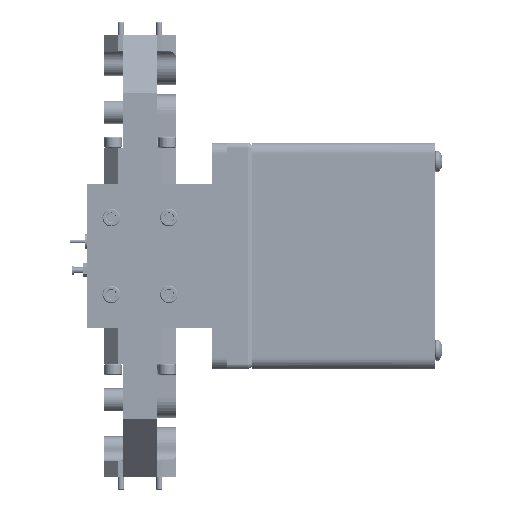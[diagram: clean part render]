
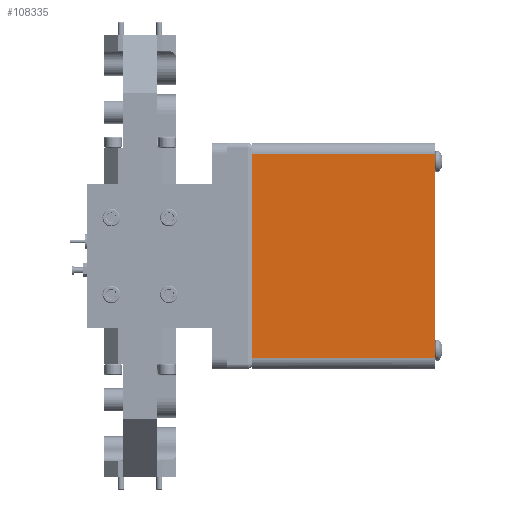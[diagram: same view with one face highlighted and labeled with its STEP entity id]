
A CAD part, left-side view. The second image highlights one B-rep face of the part: STEP entity #108335.
In plain terms, the highlighted planar face has unit normal (-1, 0, 0).
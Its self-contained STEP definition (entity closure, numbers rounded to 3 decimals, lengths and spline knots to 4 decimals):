
#3812 = VECTOR ( 'NONE', #111479, 39.3701 ) ;
#5383 = ORIENTED_EDGE ( 'NONE', *, *, #101885, .T. ) ;
#10673 = VECTOR ( 'NONE', #142620, 39.3701 ) ;
#12396 = LINE ( 'NONE', #141562, #103942 ) ;
#13634 = VERTEX_POINT ( 'NONE', #100353 ) ;
#24021 = DIRECTION ( 'NONE',  ( 1., 0., 0. ) ) ;
#29432 = VECTOR ( 'NONE', #162358, 39.3701 ) ;
#31163 = EDGE_LOOP ( 'NONE', ( #159748, #5383, #74448, #83062 ) ) ;
#37983 = CARTESIAN_POINT ( 'NONE',  ( -2.475, -3.1059, 2.5322 ) ) ;
#44363 = VERTEX_POINT ( 'NONE', #139445 ) ;
#52052 = CARTESIAN_POINT ( 'NONE',  ( -2.475, -3.1059, 2.5322 ) ) ;
#57560 = CARTESIAN_POINT ( 'NONE',  ( -2.475, -3.1059, 0.2881 ) ) ;
#58246 = VERTEX_POINT ( 'NONE', #84909 ) ;
#59986 = EDGE_CURVE ( 'NONE', #63990, #44363, #100086, .T. ) ;
#61917 = DIRECTION ( 'NONE',  ( 0., 1., 0. ) ) ;
#63044 = PLANE ( 'NONE',  #103203 ) ;
#63990 = VERTEX_POINT ( 'NONE', #162640 ) ;
#67337 = EDGE_CURVE ( 'NONE', #58246, #13634, #120945, .T. ) ;
#74448 = ORIENTED_EDGE ( 'NONE', *, *, #59986, .T. ) ;
#80679 = LINE ( 'NONE', #57560, #3812 ) ;
#83062 = ORIENTED_EDGE ( 'NONE', *, *, #96039, .T. ) ;
#84909 = CARTESIAN_POINT ( 'NONE',  ( -2.475, -3.1059, 2.4141 ) ) ;
#89083 = DIRECTION ( 'NONE',  ( 0., 0., 1. ) ) ;
#96039 = EDGE_CURVE ( 'NONE', #44363, #13634, #80679, .T. ) ;
#100086 = LINE ( 'NONE', #121606, #29432 ) ;
#100353 = CARTESIAN_POINT ( 'NONE',  ( -2.475, -3.1059, 0.2881 ) ) ;
#101885 = EDGE_CURVE ( 'NONE', #58246, #63990, #12396, .T. ) ;
#103203 = AXIS2_PLACEMENT_3D ( 'NONE', #52052, #24021, #89083 ) ;
#103942 = VECTOR ( 'NONE', #61917, 39.3701 ) ;
#108335 = ADVANCED_FACE ( 'NONE', ( #121594 ), #63044, .F. ) ;
#111479 = DIRECTION ( 'NONE',  ( 0., -1., 0. ) ) ;
#120945 = LINE ( 'NONE', #37983, #10673 ) ;
#121594 = FACE_OUTER_BOUND ( 'NONE', #31163, .T. ) ;
#121606 = CARTESIAN_POINT ( 'NONE',  ( -2.475, -1.1964, 2.4141 ) ) ;
#139445 = CARTESIAN_POINT ( 'NONE',  ( -2.475, -1.1964, 0.2881 ) ) ;
#141562 = CARTESIAN_POINT ( 'NONE',  ( -2.475, -3.1059, 2.4141 ) ) ;
#142620 = DIRECTION ( 'NONE',  ( 0., 0., -1. ) ) ;
#159748 = ORIENTED_EDGE ( 'NONE', *, *, #67337, .F. ) ;
#162358 = DIRECTION ( 'NONE',  ( 0., 0., -1. ) ) ;
#162640 = CARTESIAN_POINT ( 'NONE',  ( -2.475, -1.1964, 2.4141 ) ) ;
